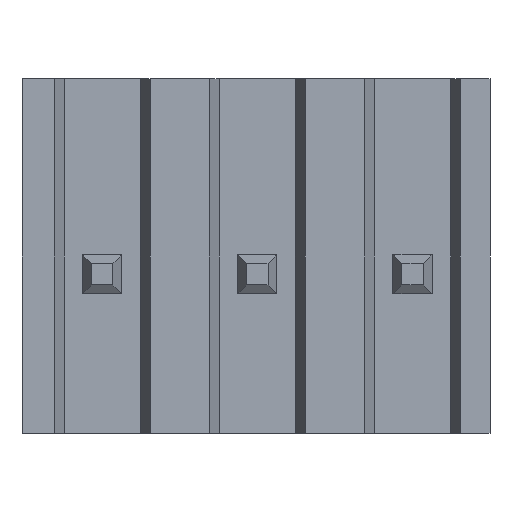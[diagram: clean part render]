
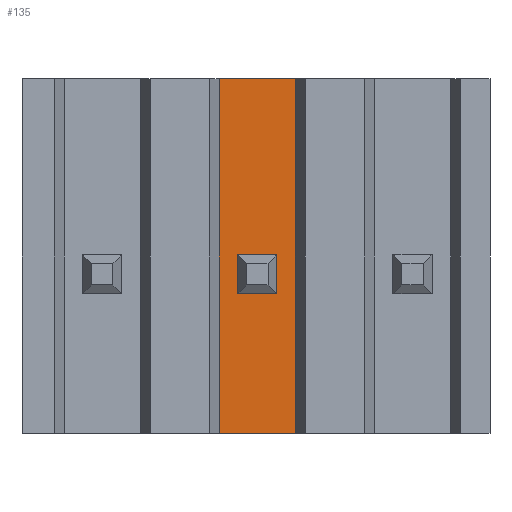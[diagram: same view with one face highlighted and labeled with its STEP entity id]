
A CAD part, front view. The second image highlights one B-rep face of the part: STEP entity #135.
In plain terms, the highlighted planar face has unit normal (0, -1, 0).
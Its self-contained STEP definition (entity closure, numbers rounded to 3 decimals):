
#4 = VERTEX_POINT ( 'NONE', #904 ) ;
#6 = VERTEX_POINT ( 'NONE', #896 ) ;
#21 = VERTEX_POINT ( 'NONE', #926 ) ;
#54 = VERTEX_POINT ( 'NONE', #633 ) ;
#70 = VERTEX_POINT ( 'NONE', #333 ) ;
#82 = VERTEX_POINT ( 'NONE', #393 ) ;
#135 = ADVANCED_FACE ( 'NONE', ( #1600, #1603 ), #710, .F. ) ;
#243 = VERTEX_POINT ( 'NONE', #532 ) ;
#273 = VERTEX_POINT ( 'NONE', #521 ) ;
#333 = CARTESIAN_POINT ( 'NONE',  ( 33.155, 42.736, -2.88 ) ) ;
#393 = CARTESIAN_POINT ( 'NONE',  ( 33.458, 42.736, -5.8 ) ) ;
#454 = DIRECTION ( 'NONE',  ( 1., 0., 0. ) ) ;
#466 = CARTESIAN_POINT ( 'NONE',  ( 28.983, 42.736, -5.8 ) ) ;
#521 = CARTESIAN_POINT ( 'NONE',  ( 32.515, 42.736, -2.88 ) ) ;
#532 = CARTESIAN_POINT ( 'NONE',  ( 33.458, 42.736, 0. ) ) ;
#633 = CARTESIAN_POINT ( 'NONE',  ( 32.515, 42.736, -3.52 ) ) ;
#676 = DIRECTION ( 'NONE',  ( 0., 1., 0. ) ) ;
#700 = CARTESIAN_POINT ( 'NONE',  ( 32.213, 42.736, -10. ) ) ;
#707 = DIRECTION ( 'NONE',  ( 0., 0., 1. ) ) ;
#710 = PLANE ( 'NONE',  #1132 ) ;
#896 = CARTESIAN_POINT ( 'NONE',  ( 32.213, 42.736, -5.8 ) ) ;
#904 = CARTESIAN_POINT ( 'NONE',  ( 33.155, 42.736, -3.52 ) ) ;
#926 = CARTESIAN_POINT ( 'NONE',  ( 32.213, 42.736, 0. ) ) ;
#1021 = LINE ( 'NONE', #2194, #1024 ) ;
#1024 = VECTOR ( 'NONE', #2193, 1000. ) ;
#1077 = EDGE_CURVE ( 'NONE', #6, #82, #1734, .T. ) ;
#1132 = AXIS2_PLACEMENT_3D ( 'NONE', #700, #676, #707 ) ;
#1316 = EDGE_LOOP ( 'NONE', ( #1539, #1538, #1540, #1541 ) ) ;
#1357 = EDGE_LOOP ( 'NONE', ( #1393, #1528, #1536, #1537 ) ) ;
#1393 = ORIENTED_EDGE ( 'NONE', *, *, #2262, .T. ) ;
#1528 = ORIENTED_EDGE ( 'NONE', *, *, #2263, .T. ) ;
#1536 = ORIENTED_EDGE ( 'NONE', *, *, #2264, .T. ) ;
#1537 = ORIENTED_EDGE ( 'NONE', *, *, #2265, .T. ) ;
#1538 = ORIENTED_EDGE ( 'NONE', *, *, #2266, .T. ) ;
#1539 = ORIENTED_EDGE ( 'NONE', *, *, #1077, .T. ) ;
#1540 = ORIENTED_EDGE ( 'NONE', *, *, #2337, .T. ) ;
#1541 = ORIENTED_EDGE ( 'NONE', *, *, #2261, .F. ) ;
#1600 = FACE_BOUND ( 'NONE', #1357, .T. ) ;
#1603 = FACE_OUTER_BOUND ( 'NONE', #1316, .T. ) ;
#1734 = LINE ( 'NONE', #466, #1740 ) ;
#1740 = VECTOR ( 'NONE', #454, 1000. ) ;
#1855 = LINE ( 'NONE', #2229, #1872 ) ;
#1865 = LINE ( 'NONE', #2182, #1868 ) ;
#1867 = LINE ( 'NONE', #2175, #1870 ) ;
#1868 = VECTOR ( 'NONE', #2176, 1000. ) ;
#1870 = VECTOR ( 'NONE', #2171, 1000. ) ;
#1871 = LINE ( 'NONE', #2165, #1874 ) ;
#1872 = VECTOR ( 'NONE', #2169, 1000. ) ;
#1873 = LINE ( 'NONE', #2161, #1876 ) ;
#1874 = VECTOR ( 'NONE', #2162, 1000. ) ;
#1875 = LINE ( 'NONE', #2156, #1878 ) ;
#1876 = VECTOR ( 'NONE', #2157, 1000. ) ;
#1878 = VECTOR ( 'NONE', #2155, 1000. ) ;
#2155 = DIRECTION ( 'NONE',  ( 0., 0., 1. ) ) ;
#2156 = CARTESIAN_POINT ( 'NONE',  ( 33.458, 42.736, -10. ) ) ;
#2157 = DIRECTION ( 'NONE',  ( 0., 0., 1. ) ) ;
#2161 = CARTESIAN_POINT ( 'NONE',  ( 32.515, 42.736, -10. ) ) ;
#2162 = DIRECTION ( 'NONE',  ( -1., 0., 0. ) ) ;
#2165 = CARTESIAN_POINT ( 'NONE',  ( 32.213, 42.736, -3.52 ) ) ;
#2169 = DIRECTION ( 'NONE',  ( 0., 0., -1. ) ) ;
#2171 = DIRECTION ( 'NONE',  ( 1., 0., 0. ) ) ;
#2175 = CARTESIAN_POINT ( 'NONE',  ( 32.213, 42.736, -2.88 ) ) ;
#2176 = DIRECTION ( 'NONE',  ( 0., 0., 1. ) ) ;
#2182 = CARTESIAN_POINT ( 'NONE',  ( 32.213, 42.736, -10. ) ) ;
#2193 = DIRECTION ( 'NONE',  ( -1., 0., 0. ) ) ;
#2194 = CARTESIAN_POINT ( 'NONE',  ( 32.213, 42.736, 0. ) ) ;
#2229 = CARTESIAN_POINT ( 'NONE',  ( 33.155, 42.736, -10. ) ) ;
#2261 = EDGE_CURVE ( 'NONE', #6, #21, #1865, .T. ) ;
#2262 = EDGE_CURVE ( 'NONE', #273, #70, #1867, .T. ) ;
#2263 = EDGE_CURVE ( 'NONE', #70, #4, #1855, .T. ) ;
#2264 = EDGE_CURVE ( 'NONE', #4, #54, #1871, .T. ) ;
#2265 = EDGE_CURVE ( 'NONE', #54, #273, #1873, .T. ) ;
#2266 = EDGE_CURVE ( 'NONE', #82, #243, #1875, .T. ) ;
#2337 = EDGE_CURVE ( 'NONE', #243, #21, #1021, .T. ) ;
